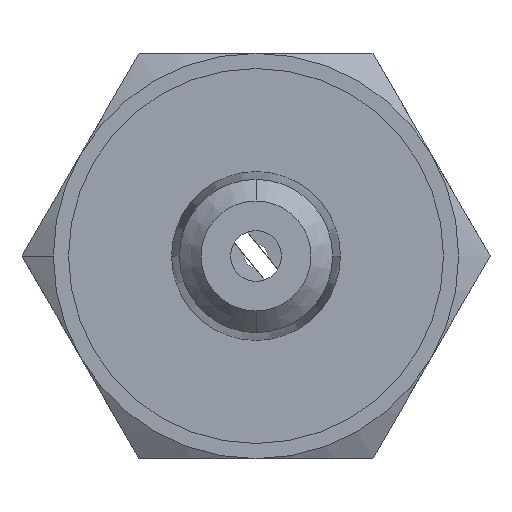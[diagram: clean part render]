
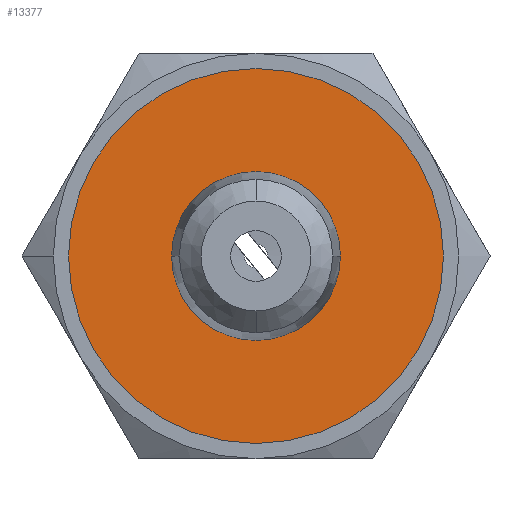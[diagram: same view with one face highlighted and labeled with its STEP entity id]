
A CAD part, front view. The second image highlights one B-rep face of the part: STEP entity #13377.
In plain terms, the highlighted planar face has unit normal (0, -1, 0).
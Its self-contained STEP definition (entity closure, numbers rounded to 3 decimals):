
#8 = EDGE_CURVE ( 'NONE', #15981, #904, #8703, .T. ) ;
#796 = EDGE_LOOP ( 'NONE', ( #4983, #14390 ) ) ;
#844 = CARTESIAN_POINT ( 'NONE',  ( -11.1, 0., 0. ) ) ;
#861 = EDGE_LOOP ( 'NONE', ( #7477, #3014 ) ) ;
#904 = VERTEX_POINT ( 'NONE', #1665 ) ;
#906 = AXIS2_PLACEMENT_3D ( 'NONE', #15701, #2913, #17228 ) ;
#1480 = FACE_OUTER_BOUND ( 'NONE', #861, .T. ) ;
#1665 = CARTESIAN_POINT ( 'NONE',  ( -5., 0., 0. ) ) ;
#1879 = VERTEX_POINT ( 'NONE', #16174 ) ;
#2802 = CARTESIAN_POINT ( 'NONE',  ( 0., 0., 0. ) ) ;
#2913 = DIRECTION ( 'NONE',  ( 0., 1., 0. ) ) ;
#3014 = ORIENTED_EDGE ( 'NONE', *, *, #4900, .F. ) ;
#4515 = EDGE_CURVE ( 'NONE', #1879, #16786, #6991, .T. ) ;
#4900 = EDGE_CURVE ( 'NONE', #16786, #1879, #17283, .T. ) ;
#4983 = ORIENTED_EDGE ( 'NONE', *, *, #11392, .T. ) ;
#5142 = AXIS2_PLACEMENT_3D ( 'NONE', #2802, #18230, #11028 ) ;
#6128 = CARTESIAN_POINT ( 'NONE',  ( 0., 0., 0. ) ) ;
#6464 = DIRECTION ( 'NONE',  ( 0., 1., 0. ) ) ;
#6476 = DIRECTION ( 'NONE',  ( 0., 1., 0. ) ) ;
#6991 = CIRCLE ( 'NONE', #5142, 11.1 ) ;
#7198 = CIRCLE ( 'NONE', #8382, 5. ) ;
#7358 = DIRECTION ( 'NONE',  ( -1., 0., 0. ) ) ;
#7456 = PLANE ( 'NONE',  #18105 ) ;
#7477 = ORIENTED_EDGE ( 'NONE', *, *, #4515, .F. ) ;
#7795 = AXIS2_PLACEMENT_3D ( 'NONE', #10818, #6476, #15187 ) ;
#8030 = CARTESIAN_POINT ( 'NONE',  ( 5., 0., 0. ) ) ;
#8382 = AXIS2_PLACEMENT_3D ( 'NONE', #6128, #6464, #13672 ) ;
#8506 = DIRECTION ( 'NONE',  ( 0., 1., 0. ) ) ;
#8703 = CIRCLE ( 'NONE', #7795, 5. ) ;
#10818 = CARTESIAN_POINT ( 'NONE',  ( 0., 0., 0. ) ) ;
#11028 = DIRECTION ( 'NONE',  ( -1., 0., 0. ) ) ;
#11392 = EDGE_CURVE ( 'NONE', #904, #15981, #7198, .T. ) ;
#13377 = ADVANCED_FACE ( 'NONE', ( #14658, #1480 ), #7456, .F. ) ;
#13672 = DIRECTION ( 'NONE',  ( -1., 0., 0. ) ) ;
#14390 = ORIENTED_EDGE ( 'NONE', *, *, #8, .T. ) ;
#14658 = FACE_BOUND ( 'NONE', #796, .T. ) ;
#15187 = DIRECTION ( 'NONE',  ( -1., 0., 0. ) ) ;
#15701 = CARTESIAN_POINT ( 'NONE',  ( 0., 0., 0. ) ) ;
#15885 = CARTESIAN_POINT ( 'NONE',  ( -16., 0., 0. ) ) ;
#15981 = VERTEX_POINT ( 'NONE', #8030 ) ;
#16174 = CARTESIAN_POINT ( 'NONE',  ( 11.1, 0., 0. ) ) ;
#16786 = VERTEX_POINT ( 'NONE', #844 ) ;
#17228 = DIRECTION ( 'NONE',  ( -1., 0., 0. ) ) ;
#17283 = CIRCLE ( 'NONE', #906, 11.1 ) ;
#18105 = AXIS2_PLACEMENT_3D ( 'NONE', #15885, #8506, #7358 ) ;
#18230 = DIRECTION ( 'NONE',  ( 0., 1., 0. ) ) ;
